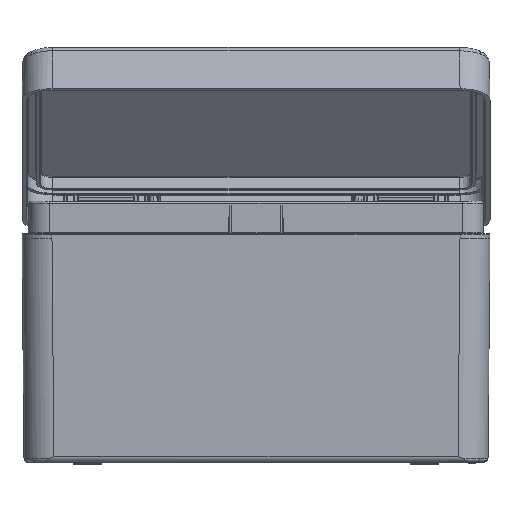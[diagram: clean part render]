
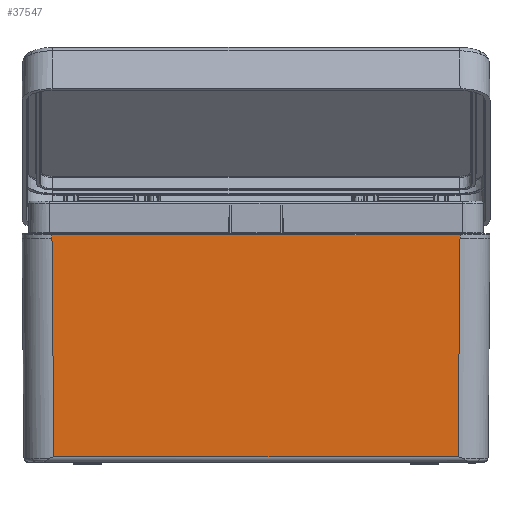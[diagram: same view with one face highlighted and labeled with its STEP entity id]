
A CAD part, top view. The second image highlights one B-rep face of the part: STEP entity #37547.
In plain terms, the highlighted planar face has unit normal (0, -0.009, 1).
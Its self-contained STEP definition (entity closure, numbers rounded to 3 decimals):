
#37421 = VERTEX_POINT ( 'NONE', #57502 ) ;
#37505 = VERTEX_POINT ( 'NONE', #57650 ) ;
#37507 = EDGE_CURVE ( 'NONE', #37508, #37505, #57647, .T. ) ;
#37508 = VERTEX_POINT ( 'NONE', #57675 ) ;
#37525 = VERTEX_POINT ( 'NONE', #57705 ) ;
#37528 = EDGE_CURVE ( 'NONE', #37421, #37525, #57704, .T. ) ;
#37540 = VERTEX_POINT ( 'NONE', #57684 ) ;
#37543 = EDGE_CURVE ( 'NONE', #37540, #37525, #57737, .T. ) ;
#37547 = ADVANCED_FACE ( 'NONE', ( #57733 ), #57732, .T. ) ;
#37551 = EDGE_LOOP ( 'NONE', ( #37552, #37630, #37636, #37639, #37641, #37644 ) ) ;
#37552 = ORIENTED_EDGE ( 'NONE', *, *, #37543, .F. ) ;
#37630 = ORIENTED_EDGE ( 'NONE', *, *, #37632, .T. ) ;
#37632 = EDGE_CURVE ( 'NONE', #37540, #37634, #57892, .T. ) ;
#37634 = VERTEX_POINT ( 'NONE', #57944 ) ;
#37636 = ORIENTED_EDGE ( 'NONE', *, *, #37637, .T. ) ;
#37637 = EDGE_CURVE ( 'NONE', #37634, #37508, #57943, .T. ) ;
#37639 = ORIENTED_EDGE ( 'NONE', *, *, #37507, .T. ) ;
#37641 = ORIENTED_EDGE ( 'NONE', *, *, #37643, .T. ) ;
#37643 = EDGE_CURVE ( 'NONE', #37505, #37421, #57939, .T. ) ;
#37644 = ORIENTED_EDGE ( 'NONE', *, *, #37528, .T. ) ;
#57502 = CARTESIAN_POINT ( 'NONE',  ( 107.984, -119.026, 98.983 ) ) ;
#57647 = LINE ( 'NONE', #57678, #57677 ) ;
#57650 = CARTESIAN_POINT ( 'NONE',  ( -107.984, -119.026, 98.983 ) ) ;
#57675 = CARTESIAN_POINT ( 'NONE',  ( -109.001, -2.5, 100. ) ) ;
#57676 = DIRECTION ( 'NONE',  ( 0.009, -1., -0.009 ) ) ;
#57677 = VECTOR ( 'NONE', #57676, 1000. ) ;
#57678 = CARTESIAN_POINT ( 'NONE',  ( -108.983, -4.542, 99.982 ) ) ;
#57684 = CARTESIAN_POINT ( 'NONE',  ( 109.001, -0.504, 100.017 ) ) ;
#57691 = DIRECTION ( 'NONE',  ( 0.009, 1., 0.009 ) ) ;
#57702 = VECTOR ( 'NONE', #57691, 1000. ) ;
#57703 = CARTESIAN_POINT ( 'NONE',  ( 109.002, -2.36, 100.001 ) ) ;
#57704 = LINE ( 'NONE', #57703, #57702 ) ;
#57705 = CARTESIAN_POINT ( 'NONE',  ( 109.001, -2.5, 100. ) ) ;
#57727 = DIRECTION ( 'NONE',  ( 0., -1., -0.009 ) ) ;
#57728 = DIRECTION ( 'NONE',  ( 0., -0.009, 1. ) ) ;
#57729 = AXIS2_PLACEMENT_3D ( 'NONE', #57731, #57728, #57727 ) ;
#57731 = CARTESIAN_POINT ( 'NONE',  ( 125., -2.5, 100. ) ) ;
#57732 = PLANE ( 'NONE',  #57729 ) ;
#57733 = FACE_OUTER_BOUND ( 'NONE', #37551, .T. ) ;
#57734 = DIRECTION ( 'NONE',  ( 0., -1., -0.009 ) ) ;
#57735 = VECTOR ( 'NONE', #57734, 1000. ) ;
#57736 = CARTESIAN_POINT ( 'NONE',  ( 109.001, -2.5, 100. ) ) ;
#57737 = LINE ( 'NONE', #57736, #57735 ) ;
#57892 = LINE ( 'NONE', #57947, #57946 ) ;
#57936 = DIRECTION ( 'NONE',  ( 1., 0., 0. ) ) ;
#57937 = VECTOR ( 'NONE', #57936, 1000. ) ;
#57938 = CARTESIAN_POINT ( 'NONE',  ( 107.958, -119.026, 98.983 ) ) ;
#57939 = LINE ( 'NONE', #57938, #57937 ) ;
#57940 = DIRECTION ( 'NONE',  ( 0., -1., -0.009 ) ) ;
#57941 = VECTOR ( 'NONE', #57940, 1000. ) ;
#57942 = CARTESIAN_POINT ( 'NONE',  ( -109.001, -2.5, 100. ) ) ;
#57943 = LINE ( 'NONE', #57942, #57941 ) ;
#57944 = CARTESIAN_POINT ( 'NONE',  ( -109.001, -0.504, 100.017 ) ) ;
#57945 = DIRECTION ( 'NONE',  ( -1., 0., 0. ) ) ;
#57946 = VECTOR ( 'NONE', #57945, 1000. ) ;
#57947 = CARTESIAN_POINT ( 'NONE',  ( 125., -0.504, 100.017 ) ) ;
